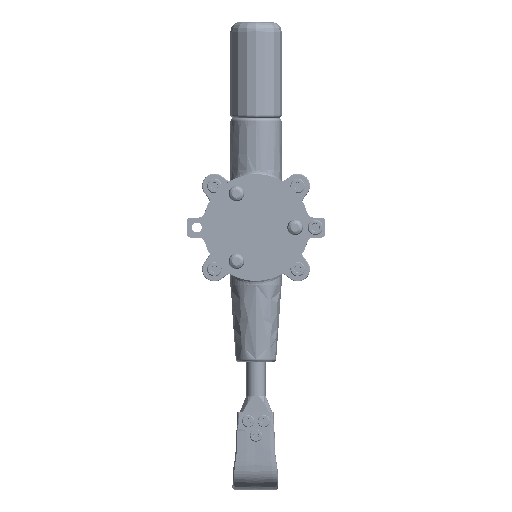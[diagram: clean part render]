
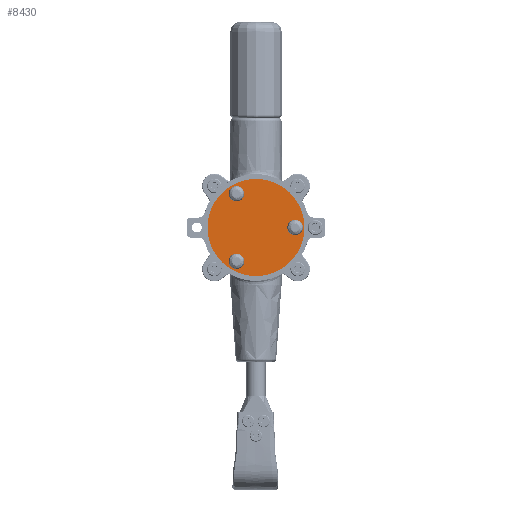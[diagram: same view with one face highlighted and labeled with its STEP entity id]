
A CAD part, top view. The second image highlights one B-rep face of the part: STEP entity #8430.
In plain terms, the highlighted planar face has unit normal (0, 0, 1).
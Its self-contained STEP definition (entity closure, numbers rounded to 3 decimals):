
#8430=ADVANCED_FACE('',(#10606),#36731,.T.);
#10606=FACE_OUTER_BOUND('',#12794,.T.);
#12794=EDGE_LOOP('',(#15312,#15313));
#15312=ORIENTED_EDGE('',*,*,#23285,.F.);
#15313=ORIENTED_EDGE('',*,*,#23244,.F.);
#23244=EDGE_CURVE('',#33091,#33119,#30339,.T.);
#23285=EDGE_CURVE('',#33119,#33091,#30356,.T.);
#30339=(
BOUNDED_CURVE()
B_SPLINE_CURVE(2,(#40745,#40746,#40747,#40748,#40749),.UNSPECIFIED.,.F.,
 .F.)
B_SPLINE_CURVE_WITH_KNOTS((3,2,3),(-95.105,-71.329,
-47.552),.UNSPECIFIED.)
CURVE()
GEOMETRIC_REPRESENTATION_ITEM()
RATIONAL_B_SPLINE_CURVE((1.,0.707,1.,0.707,1.))
REPRESENTATION_ITEM('')
);
#30356=(
BOUNDED_CURVE()
B_SPLINE_CURVE(2,(#40846,#40847,#40848,#40849,#40850),.UNSPECIFIED.,.F.,
 .F.)
B_SPLINE_CURVE_WITH_KNOTS((3,2,3),(-47.552,-23.776,
0.),.UNSPECIFIED.)
CURVE()
GEOMETRIC_REPRESENTATION_ITEM()
RATIONAL_B_SPLINE_CURVE((1.,0.707,1.,0.707,1.))
REPRESENTATION_ITEM('')
);
#33091=VERTEX_POINT('',#40519);
#33119=VERTEX_POINT('',#40547);
#36731=PLANE('',#38750);
#38750=AXIS2_PLACEMENT_3D('',#40412,#39108,$);
#39108=DIRECTION('',(0.,0.,1.));
#40412=CARTESIAN_POINT('',(22.683,56.95,40.778));
#40519=CARTESIAN_POINT('',(18.852,77.052,40.778));
#40547=CARTESIAN_POINT('',(-11.328,74.69,40.778));
#40745=CARTESIAN_POINT('',(18.852,77.052,40.778));
#40746=CARTESIAN_POINT('',(20.034,61.961,40.778));
#40747=CARTESIAN_POINT('',(4.943,60.78,40.778));
#40748=CARTESIAN_POINT('',(-10.147,59.599,40.778));
#40749=CARTESIAN_POINT('',(-11.328,74.69,40.778));
#40846=CARTESIAN_POINT('',(-11.328,74.69,40.778));
#40847=CARTESIAN_POINT('',(-12.509,89.78,40.778));
#40848=CARTESIAN_POINT('',(2.581,90.961,40.778));
#40849=CARTESIAN_POINT('',(17.671,92.142,40.778));
#40850=CARTESIAN_POINT('',(18.852,77.052,40.778));
